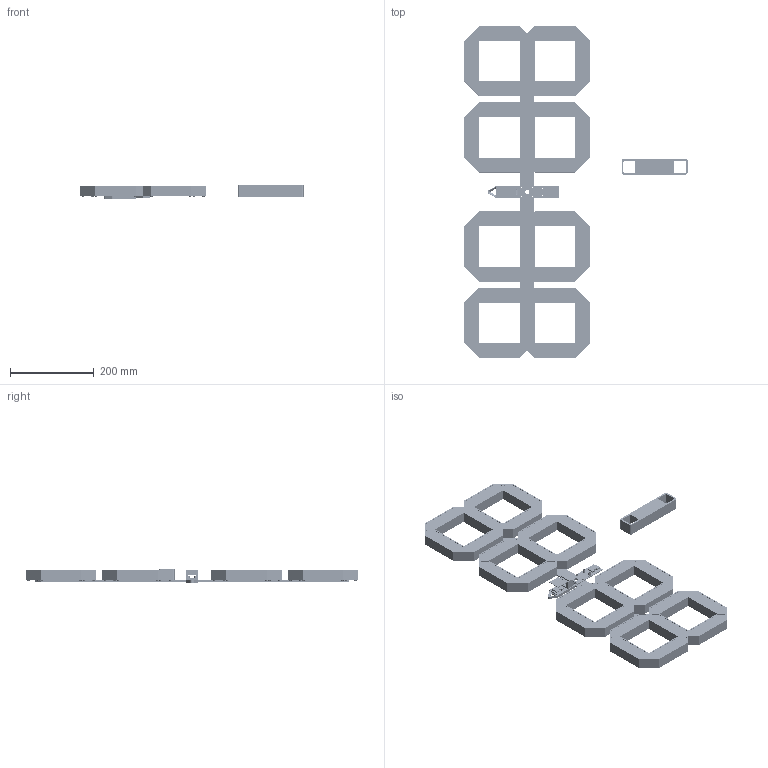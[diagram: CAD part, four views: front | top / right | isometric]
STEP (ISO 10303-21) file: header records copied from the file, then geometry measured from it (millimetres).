
FILE_DESCRIPTION(/* description */ (''),/* implementation_level */ '2;1');
FILE_NAME(/* name */ 'ArduinoLEDClock.step',/* time_stamp */ '2021-03-03T09:13:25+08:00',/* author */ (''),/* organization */ (''),/* preprocessor_version */ 'ST-DEVELOPER v18.1',/* originating_system */ 'Autodesk Translation Framework v9.7.1.1290',/* authorisation */ '');
FILE_SCHEMA (('AUTOMOTIVE_DESIGN { 1 0 10303 214 3 1 1 }'));
Length unit declared in the file: millimetre
Products named in the file (126): Clock V1; Clock Digit; Segment; LED Double Segment; 60LED/m RGB LED Segment (1); 60LED/m RGB LED Segment (2); Segment g; LED Double Segment (1); 60LED/m RGB LED Segment (1) (1); 60LED/m RGB LED Segment (2) (1); Segment_1; LED Double Segment_1; 60LED/m RGB LED Segment (1)_1; 60LED/m RGB LED Segment (2)_1; Segment_2; Segment_3; LED Double Segment_2; 60LED/m RGB LED Segment (1)_2; 60LED/m RGB LED Segment (2)_2; Segment_4; Segment_5; LED Double Segment_3; 60LED/m RGB LED Segment (1)_3; 60LED/m RGB LED Segment (2)_3; Clock Digit_1; Segment_6; LED Double Segment_4; 60LED/m RGB LED Segment (1)_4; 60LED/m RGB LED Segment (2)_4; Segment g_1; LED Double Segment (1)_1; 60LED/m RGB LED Segment (1) (1)_1; 60LED/m RGB LED Segment (2) (1)_1; Segment_7; LED Double Segment_5; 60LED/m RGB LED Segment (1)_5; 60LED/m RGB LED Segment (2)_5; Segment_8; Segment_9; LED Double Segment_6 ...
Assembly tree (719 placements, depth 6):
  Clock V1
    Clock Digit
      Segment
        Back Plate
        Main Body
        Lens
        LED Double Segment
          60LED/m RGB LED Segment (1)
            PCB (1)
            5050 RBG LED (1)  x3
            Resistor (1)  x3
          60LED/m RGB LED Segment (2)
            PCB (2)
            5050 RBG LED (2)  x3
            Resistor (2)  x3
        Aluminium LED Support
        Threaded Insert  x4
        94500A262  x4
      Segment g
        Back Plate (1)
        Main Body (1)
        Lens (1)
        LED Double Segment (1)
          60LED/m RGB LED Segment (1) (1)
            PCB (1) (1)
            5050 RBG LED (1) (1)  x3
            Resistor (1) (1)  x3
          60LED/m RGB LED Segment (2) (1)
            PCB (2) (1)
            5050 RBG LED (2) (1)  x3
            Resistor (2) (1)  x3
        Aluminium LED Support (1)
        Threaded Insert (1)  x4
        94500A262 (1)  x4
      Segment_1
        Back Plate
        Main Body
        Lens
        LED Double Segment_1
          60LED/m RGB LED Segment (1)_1
            PCB (1)
            5050 RBG LED (1)  x3
            Resistor (1)  x3
          60LED/m RGB LED Segment (2)_1
            PCB (2)
            5050 RBG LED (2)  x3
            Resistor (2)  x3
        Aluminium LED Support
        Threaded Insert  x4
        94500A262  x4
      Segment_2
        Back Plate
        Main Body
        Lens
        Aluminium LED Support
        Threaded Insert  x4
        94500A262  x4
      Segment_3
        Back Plate
        Main Body
Bounding box: 531.89 x 791.22 x 32.42 mm (x, y, z)
Volume: 961931.4 mm3; surface area: 1153586.6 mm2
Topology: 641 solids, 641 shells, 15663 faces, 39947 edges, 26038 vertices
Faces by surface type: plane 10257, cylinder 4151, cone 915, bspline 228, sphere 112
Full cylindrical faces by diameter (mm): 2.35 x896, 2.529 x112, 3 x704, 3.2 x120, 3.5 x112, 3.6 x128, 3.75 x120, 4.2 x224, 5.7 x112, 6 x8, 8 x5, 10 x2
Entity records: 44500 total; most frequent: CARTESIAN_POINT 9388, DIRECTION 7273, ORIENTED_EDGE 5950, EDGE_CURVE 2975, AXIS2_PLACEMENT_3D 2456, LINE 2361, VECTOR 2361, VERTEX_POINT 1959
